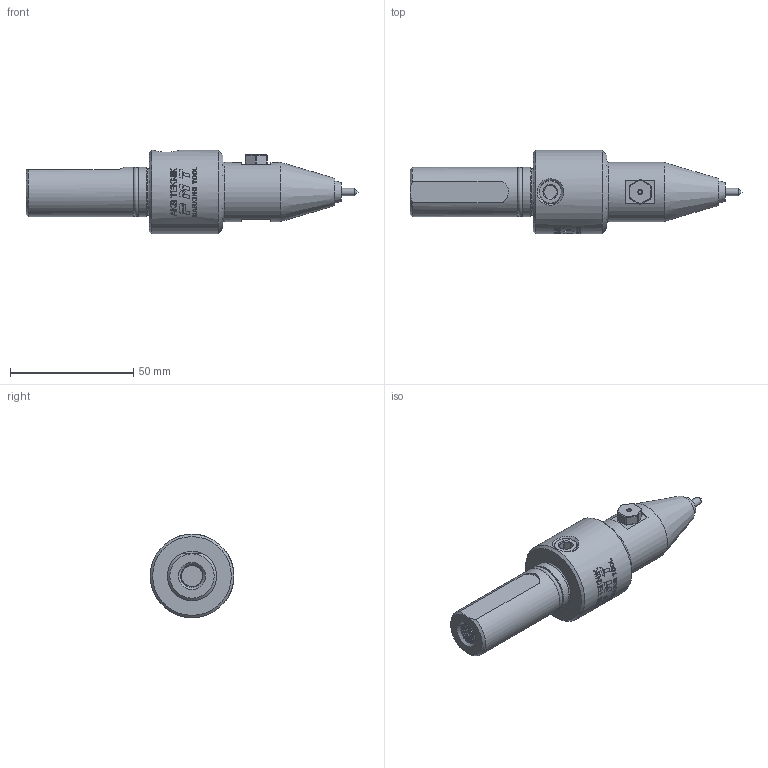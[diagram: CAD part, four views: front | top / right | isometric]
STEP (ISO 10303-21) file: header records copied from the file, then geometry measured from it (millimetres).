
FILE_DESCRIPTION(/* description */ (''),/* implementation_level */ '2;1');
FILE_NAME(/* name */ 'PMT20 STP.step',/* time_stamp */ '2022-01-24T11:12:41+03:00',/* author */ (''),/* organization */ (''),/* preprocessor_version */ 'ST-DEVELOPER v18.1',/* originating_system */ 'Autodesk Translation Framework v10.13.0.1454',/* authorisation */ '');
FILE_SCHEMA (('AUTOMOTIVE_DESIGN { 1 0 10303 214 3 1 1 }'));
Products named in the file (10): PMT20AL STP; PMT20AL; Sap; Kafa; Ön Burç; Burç ve Uç; Uç; PMT 20_egzoz vidası v1; 1174N407_Oil-Resistant Soft Buna-N O-Rings; Kör Tapa
Assembly tree (9 placements, depth 4):
  PMT20AL STP
    PMT20AL
      Sap
      Kafa
      Ön Burç
      Burç ve Uç
        Uç
      PMT 20_egzoz vidası v1
      1174N407_Oil-Resistant Soft Buna-N O-Rings
      Kör Tapa
Bounding box: 134.85 x 34 x 34 mm (x, y, z)
Volume: 56735.3 mm3; surface area: 16044.9 mm2
Topology: 1 solids, 1 shells, 586 faces, 1597 edges, 1051 vertices
Faces by surface type: bspline 222, plane 191, cylinder 140, cone 29, torus 4
Full cylindrical faces by diameter (mm): 1.5 x1, 3 x1, 3.99 x2, 4.234 x3, 5.12 x3, 8.566 x7, 8.707 x1, 9 x1, 9.2 x1, 9.728 x20, 16.65 x1, 20 x2, 24 x1, 26.132 x9, 26.526 x1, 28.208 x10, 34 x1
Entity records: 43183 total; most frequent: CARTESIAN_POINT 29920, ORIENTED_EDGE 3178, DIRECTION 1923, EDGE_CURVE 1589, VERTEX_POINT 1048, B_SPLINE_CURVE_WITH_KNOTS 704, AXIS2_PLACEMENT_3D 669, EDGE_LOOP 633
